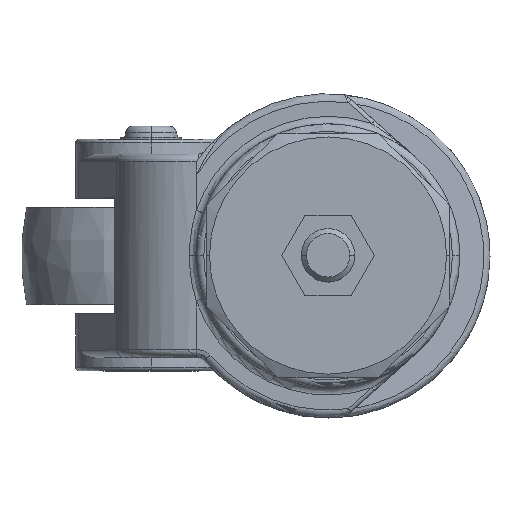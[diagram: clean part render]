
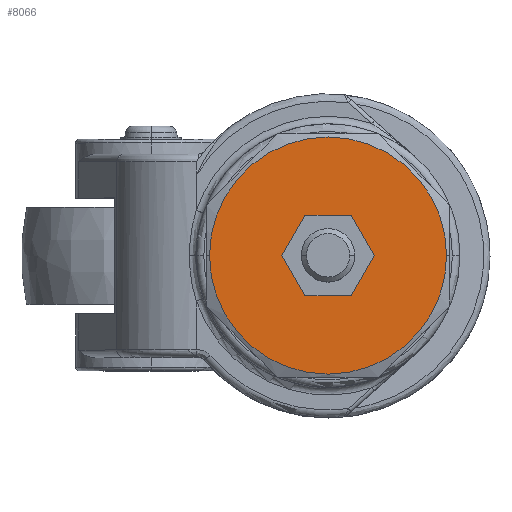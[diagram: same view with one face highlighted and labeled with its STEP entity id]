
A CAD part, top view. The second image highlights one B-rep face of the part: STEP entity #8066.
In plain terms, the highlighted planar face has unit normal (0, 0, 1).
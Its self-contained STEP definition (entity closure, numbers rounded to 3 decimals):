
#117 = CARTESIAN_POINT ( 'NONE',  ( 6.928, 12., 0. ) ) ;
#168 = CARTESIAN_POINT ( 'NONE',  ( -6.928, 12., 0. ) ) ;
#209 = LINE ( 'NONE', #23795, #31434 ) ;
#258 = EDGE_CURVE ( 'NONE', #12113, #25167, #1162, .T. ) ;
#305 = ORIENTED_EDGE ( 'NONE', *, *, #31611, .T. ) ;
#686 = ORIENTED_EDGE ( 'NONE', *, *, #18171, .F. ) ;
#694 = EDGE_LOOP ( 'NONE', ( #30082, #8425, #16324, #1829, #7539, #686 ) ) ;
#1025 = VERTEX_POINT ( 'NONE', #31216 ) ;
#1162 = LINE ( 'NONE', #15804, #10206 ) ;
#1214 = CARTESIAN_POINT ( 'NONE',  ( 35.507, 0., 0. ) ) ;
#1829 = ORIENTED_EDGE ( 'NONE', *, *, #8290, .F. ) ;
#4230 = DIRECTION ( 'NONE',  ( 1., 0., 0. ) ) ;
#4241 = LINE ( 'NONE', #27538, #9571 ) ;
#4578 = CIRCLE ( 'NONE', #27112, 35.507 ) ;
#4632 = LINE ( 'NONE', #168, #8301 ) ;
#5914 = CARTESIAN_POINT ( 'NONE',  ( -13.856, 0., 0. ) ) ;
#6179 = DIRECTION ( 'NONE',  ( 0., 0., 1. ) ) ;
#6398 = CIRCLE ( 'NONE', #6729, 35.507 ) ;
#6729 = AXIS2_PLACEMENT_3D ( 'NONE', #14160, #27348, #30003 ) ;
#6764 = FACE_OUTER_BOUND ( 'NONE', #29925, .T. ) ;
#7290 = EDGE_CURVE ( 'NONE', #20538, #1025, #209, .T. ) ;
#7539 = ORIENTED_EDGE ( 'NONE', *, *, #7290, .F. ) ;
#8066 = ADVANCED_FACE ( 'NONE', ( #6764, #31867 ), #12157, .T. ) ;
#8290 = EDGE_CURVE ( 'NONE', #1025, #16350, #11680, .T. ) ;
#8301 = VECTOR ( 'NONE', #18356, 1000. ) ;
#8425 = ORIENTED_EDGE ( 'NONE', *, *, #258, .F. ) ;
#9571 = VECTOR ( 'NONE', #24656, 1000. ) ;
#10018 = VECTOR ( 'NONE', #23818, 1000. ) ;
#10206 = VECTOR ( 'NONE', #24163, 1000. ) ;
#10255 = EDGE_CURVE ( 'NONE', #25167, #25887, #4241, .T. ) ;
#10719 = CARTESIAN_POINT ( 'NONE',  ( -6.928, 12., 0. ) ) ;
#11680 = LINE ( 'NONE', #21414, #10018 ) ;
#12113 = VERTEX_POINT ( 'NONE', #21305 ) ;
#12157 = PLANE ( 'NONE',  #21088 ) ;
#12985 = VERTEX_POINT ( 'NONE', #1214 ) ;
#14160 = CARTESIAN_POINT ( 'NONE',  ( 0., 0., 0. ) ) ;
#15804 = CARTESIAN_POINT ( 'NONE',  ( 13.856, 0., 0. ) ) ;
#16324 = ORIENTED_EDGE ( 'NONE', *, *, #30581, .F. ) ;
#16350 = VERTEX_POINT ( 'NONE', #18773 ) ;
#16555 = DIRECTION ( 'NONE',  ( 1., 0., 0. ) ) ;
#17945 = CARTESIAN_POINT ( 'NONE',  ( 6.928, -12., 0. ) ) ;
#18171 = EDGE_CURVE ( 'NONE', #25887, #20538, #4632, .T. ) ;
#18356 = DIRECTION ( 'NONE',  ( -0.5, -0.866, 0. ) ) ;
#18773 = CARTESIAN_POINT ( 'NONE',  ( 6.928, -12., 0. ) ) ;
#19319 = VERTEX_POINT ( 'NONE', #23456 ) ;
#19984 = DIRECTION ( 'NONE',  ( 0., 0., 1. ) ) ;
#20538 = VERTEX_POINT ( 'NONE', #5914 ) ;
#21088 = AXIS2_PLACEMENT_3D ( 'NONE', #30429, #19984, #4230 ) ;
#21305 = CARTESIAN_POINT ( 'NONE',  ( 13.856, 0., 0. ) ) ;
#21414 = CARTESIAN_POINT ( 'NONE',  ( -6.928, -12., 0. ) ) ;
#23456 = CARTESIAN_POINT ( 'NONE',  ( -35.507, 0., 0. ) ) ;
#23524 = EDGE_CURVE ( 'NONE', #12985, #19319, #6398, .T. ) ;
#23795 = CARTESIAN_POINT ( 'NONE',  ( -13.856, 0., 0. ) ) ;
#23818 = DIRECTION ( 'NONE',  ( 1., 0., 0. ) ) ;
#24163 = DIRECTION ( 'NONE',  ( -0.5, 0.866, 0. ) ) ;
#24656 = DIRECTION ( 'NONE',  ( -1., 0., 0. ) ) ;
#24791 = CARTESIAN_POINT ( 'NONE',  ( 0., 0., 0. ) ) ;
#25167 = VERTEX_POINT ( 'NONE', #117 ) ;
#25173 = VECTOR ( 'NONE', #33442, 1000. ) ;
#25887 = VERTEX_POINT ( 'NONE', #10719 ) ;
#27112 = AXIS2_PLACEMENT_3D ( 'NONE', #24791, #6179, #16555 ) ;
#27348 = DIRECTION ( 'NONE',  ( 0., 0., 1. ) ) ;
#27538 = CARTESIAN_POINT ( 'NONE',  ( 6.928, 12., 0. ) ) ;
#27546 = ORIENTED_EDGE ( 'NONE', *, *, #23524, .T. ) ;
#28530 = DIRECTION ( 'NONE',  ( 0.5, -0.866, 0. ) ) ;
#29925 = EDGE_LOOP ( 'NONE', ( #305, #27546 ) ) ;
#30003 = DIRECTION ( 'NONE',  ( 1., 0., 0. ) ) ;
#30082 = ORIENTED_EDGE ( 'NONE', *, *, #10255, .F. ) ;
#30429 = CARTESIAN_POINT ( 'NONE',  ( 0., 0., 0. ) ) ;
#30581 = EDGE_CURVE ( 'NONE', #16350, #12113, #30919, .T. ) ;
#30919 = LINE ( 'NONE', #17945, #25173 ) ;
#31216 = CARTESIAN_POINT ( 'NONE',  ( -6.928, -12., 0. ) ) ;
#31434 = VECTOR ( 'NONE', #28530, 1000. ) ;
#31611 = EDGE_CURVE ( 'NONE', #19319, #12985, #4578, .T. ) ;
#31867 = FACE_BOUND ( 'NONE', #694, .T. ) ;
#33442 = DIRECTION ( 'NONE',  ( 0.5, 0.866, 0. ) ) ;
